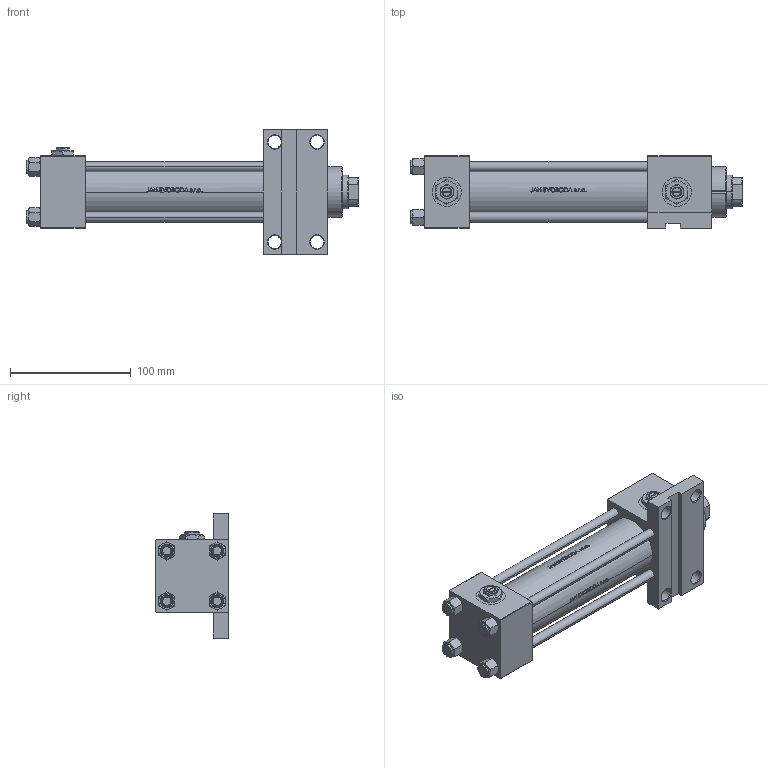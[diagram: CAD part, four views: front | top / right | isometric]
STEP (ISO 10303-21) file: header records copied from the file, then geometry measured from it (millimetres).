
FILE_DESCRIPTION (( 'STEP AP203' ), '1' );
FILE_NAME ('2239.STEP', '2022-04-15T20:00:03', ( '' ), ( '' ), 'SwSTEP 2.0', 'SolidWorks 2019', '' );
FILE_SCHEMA (( 'CONFIG_CONTROL_DESIGN' ));
Length unit declared in the file: millimetre
Products named in the file (7): 2239; V215_VC_A 11e4d4fd882539ff6513478a0a7be063; V215CR_F_Body 11e4d4fd882539ff6513478a0a7be063; NUT_M5_F 11e4d4fd882539ff6513478a0a7be063; V215CR_F_TYCINKA 11e4d4fd882539ff6513478a0a7be063; Zatka_pro_OIL_PORT 11e4d4fd882539ff6513478a0a7be063; V215CR_VCP_F 11e4d4fd882539ff6513478a0a7be063
Assembly tree (13 placements, depth 2):
  2239
    V215CR_F_Body 11e4d4fd882539ff6513478a0a7be063
    V215CR_VCP_F 11e4d4fd882539ff6513478a0a7be063
    V215CR_F_TYCINKA 11e4d4fd882539ff6513478a0a7be063  x4
    NUT_M5_F 11e4d4fd882539ff6513478a0a7be063  x4
    V215_VC_A 11e4d4fd882539ff6513478a0a7be063
    Zatka_pro_OIL_PORT 11e4d4fd882539ff6513478a0a7be063  x2
Bounding box: 275 x 60 x 103 mm (x, y, z)
Volume: 551677.5 mm3; surface area: 161963.2 mm2
Topology: 13 solids, 13 shells, 1216 faces, 3052 edges, 1949 vertices
Faces by surface type: plane 486, bspline 380, cone 194, cylinder 148, torus 8
Entity records: 50315 total; most frequent: CARTESIAN_POINT 26646, ORIENTED_EDGE 5404, DIRECTION 3448, EDGE_CURVE 2702, VERTEX_POINT 1747, LINE 1370, VECTOR 1370, EDGE_LOOP 1163
